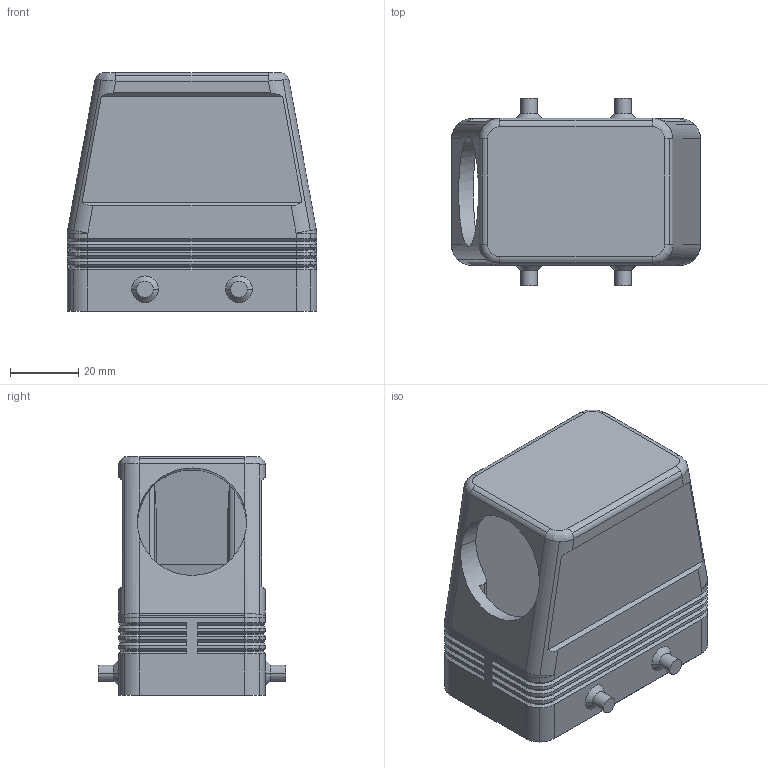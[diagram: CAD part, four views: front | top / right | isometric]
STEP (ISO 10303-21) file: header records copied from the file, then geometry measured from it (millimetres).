
FILE_DESCRIPTION(('CoCreate Modeling STEP Export'),'2;1');
FILE_NAME('MFON 10.32.stp','2011-04-19T13:30:41',(''),(''),'CoCreate Modeling STEP processor for AP214 (Solid Model)','CoCreate Modeling 16.00A 16-Aug-2008 (C) Parametric Technology GmbH','');
FILE_SCHEMA(('AUTOMOTIVE_DESIGN { 1 0 10303 214 1 1 1 1 }'));
Length unit declared in the file: millimetre
Products named in the file (2): MFON_10.32
Assembly tree (1 placements, depth 2):
  MFON_10.32
    MFON_10.32
Bounding box: 73 x 55 x 70.01 mm (x, y, z)
Surface area: 32130.3 mm2 (no closed solid volume)
Topology: 0 solids, 1 shells, 331 faces, 799 edges, 462 vertices
Faces by surface type: plane 153, cylinder 122, cone 48, bspline 4, sphere 4
Entity records: 11945 total; most frequent: CARTESIAN_POINT 2198, ORIENTED_EDGE 1560, DIRECTION 1356, EDGE_CURVE 791, VECTOR 508, LINE 508, VERTEX_POINT 462, AXIS2_PLACEMENT_3D 424
